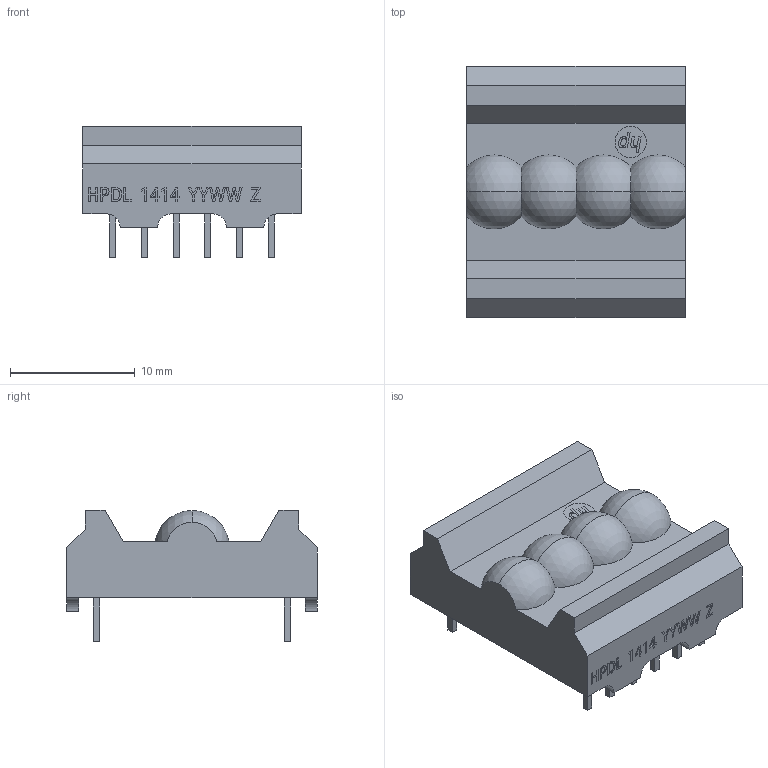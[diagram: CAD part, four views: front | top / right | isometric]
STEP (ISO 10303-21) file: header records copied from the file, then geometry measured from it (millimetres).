
FILE_DESCRIPTION (( 'STEP AP214' ), '1' );
FILE_NAME ('Indicator_HPDL_1414_01.STEP', '2021-02-10T12:07:56', ( '' ), ( '' ), 'SwSTEP 2.0', 'SolidWorks 2020', '' );
FILE_SCHEMA (( 'AUTOMOTIVE_DESIGN' ));
Length unit declared in the file: millimetre
Products named in the file (1): Indicator_HPDL_1414_01
Bounding box: 17.5 x 20.12 x 10.5 mm (x, y, z)
Volume: 1981.5 mm3; surface area: 1356 mm2
Topology: 1 solids, 1 shells, 487 faces, 1338 edges, 903 vertices
Faces by surface type: plane 395, bspline 76, sphere 8, cylinder 8
Entity records: 18724 total; most frequent: CARTESIAN_POINT 5789, ORIENTED_EDGE 2676, DIRECTION 2041, EDGE_CURVE 1338, LINE 1129, VECTOR 1129, VERTEX_POINT 903, EDGE_LOOP 537
